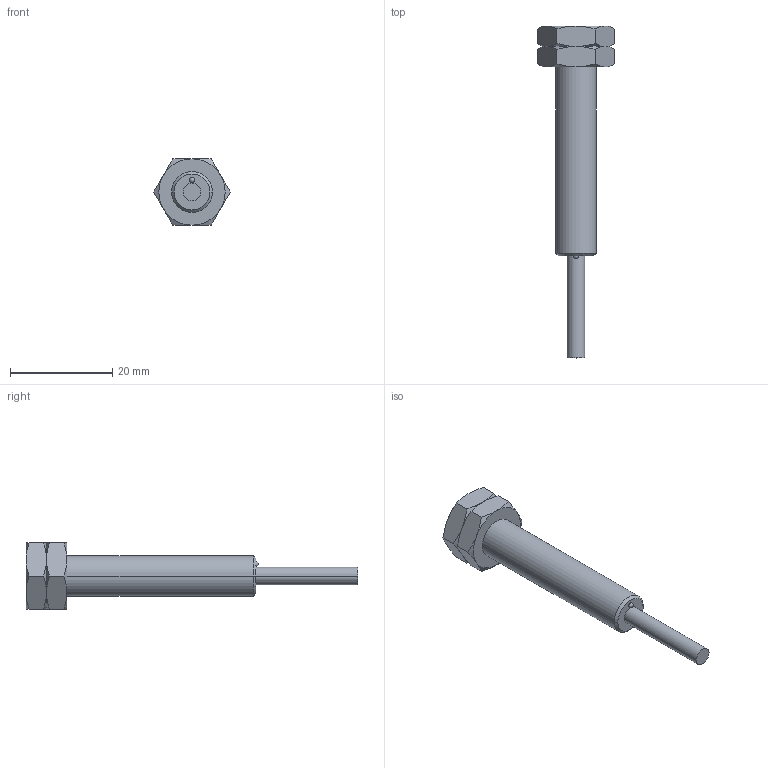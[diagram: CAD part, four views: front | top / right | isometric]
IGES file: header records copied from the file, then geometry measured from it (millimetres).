
Start section:  PTC IGES file: dw-ad-701-m8.igs
Global section: file name: dw-ad-701-m8.igs; native system:  by Parametric Technology Corporation; preprocessor: 2012420; organization: Unknown; date: 20150116.131206; units: millimetre
Bounding box: 15.01 x 65 x 13 mm (x, y, z)
Volume: 3209.4 mm3; surface area: 1800.6 mm2
Topology: 1 solids, 1 shells, 52 faces, 108 edges, 60 vertices
Faces by surface type: revolution 35, bspline 17
